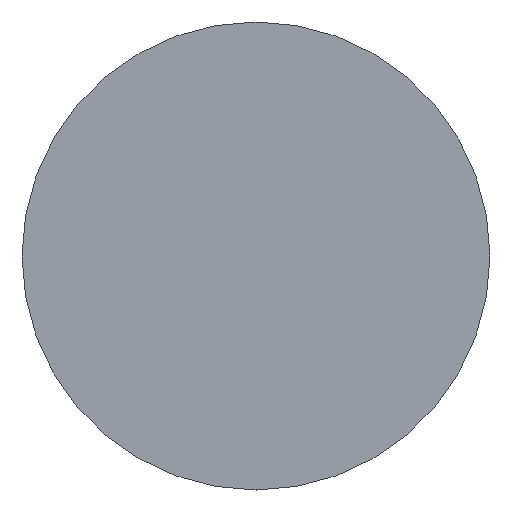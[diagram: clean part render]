
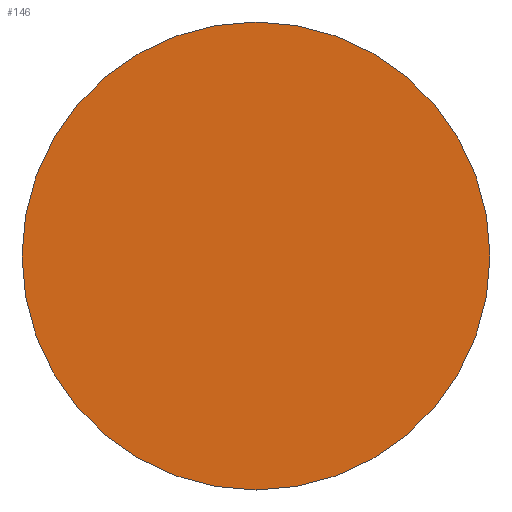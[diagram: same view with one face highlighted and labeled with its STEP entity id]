
A CAD part, left-side view. The second image highlights one B-rep face of the part: STEP entity #146.
In plain terms, the highlighted planar face has unit normal (-1, 0, 0).
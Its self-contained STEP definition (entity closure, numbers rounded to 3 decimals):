
#7 = DIRECTION ( 'NONE',  ( 0., 0., -1. ) ) ;
#24 = DIRECTION ( 'NONE',  ( 0., 0., 1. ) ) ;
#28 = ORIENTED_EDGE ( 'NONE', *, *, #165, .T. ) ;
#32 = CARTESIAN_POINT ( 'NONE',  ( 47.754, 28.478, 6.35 ) ) ;
#35 = VERTEX_POINT ( 'NONE', #32 ) ;
#53 = DIRECTION ( 'NONE',  ( -1., 0., 0. ) ) ;
#54 = CIRCLE ( 'NONE', #132, 6.35 ) ;
#55 = DIRECTION ( 'NONE',  ( -1., 0., 0. ) ) ;
#66 = CARTESIAN_POINT ( 'NONE',  ( 47.754, 28.478, 0. ) ) ;
#72 = CIRCLE ( 'NONE', #129, 6.35 ) ;
#81 = DIRECTION ( 'NONE',  ( 1., 0., 0. ) ) ;
#87 = CARTESIAN_POINT ( 'NONE',  ( 47.754, 28.478, 0. ) ) ;
#88 = DIRECTION ( 'NONE',  ( 0., 0., 1. ) ) ;
#102 = ORIENTED_EDGE ( 'NONE', *, *, #156, .T. ) ;
#107 = VERTEX_POINT ( 'NONE', #153 ) ;
#129 = AXIS2_PLACEMENT_3D ( 'NONE', #87, #55, #88 ) ;
#132 = AXIS2_PLACEMENT_3D ( 'NONE', #66, #53, #24 ) ;
#146 = ADVANCED_FACE ( 'NONE', ( #148 ), #168, .F. ) ;
#148 = FACE_OUTER_BOUND ( 'NONE', #171, .T. ) ;
#152 = AXIS2_PLACEMENT_3D ( 'NONE', #178, #81, #7 ) ;
#153 = CARTESIAN_POINT ( 'NONE',  ( 47.754, 28.478, -6.35 ) ) ;
#156 = EDGE_CURVE ( 'NONE', #107, #35, #54, .T. ) ;
#165 = EDGE_CURVE ( 'NONE', #35, #107, #72, .T. ) ;
#168 = PLANE ( 'NONE',  #152 ) ;
#171 = EDGE_LOOP ( 'NONE', ( #28, #102 ) ) ;
#178 = CARTESIAN_POINT ( 'NONE',  ( 47.754, 28.478, 0. ) ) ;
